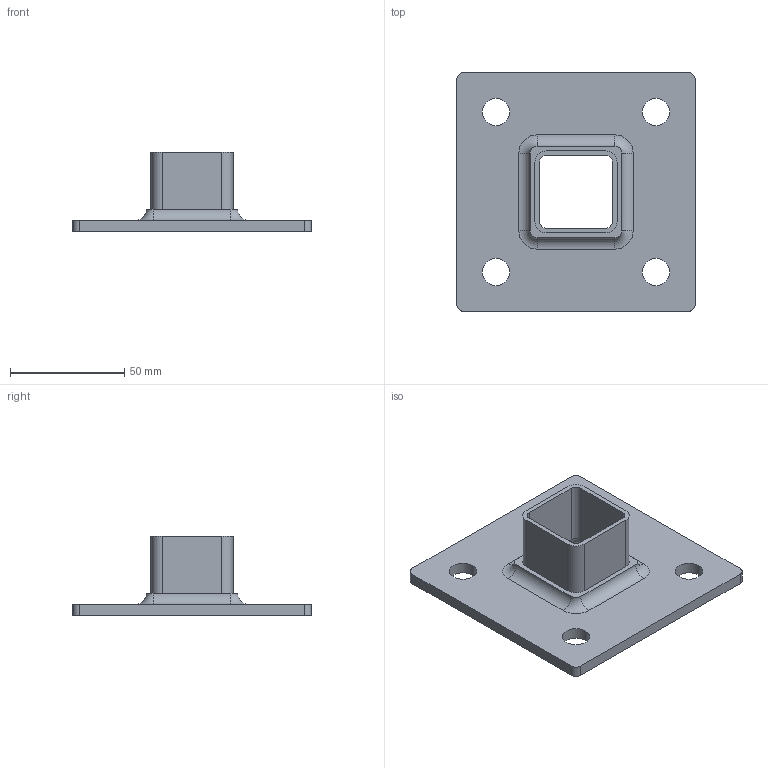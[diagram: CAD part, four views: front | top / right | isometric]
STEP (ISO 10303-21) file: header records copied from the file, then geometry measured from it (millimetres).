
FILE_DESCRIPTION (( 'STEP AP203' ), '1' );
FILE_NAME ('0100000000021755_11_A_4942-040.STEP', '2021-12-10T10:14:41', ( '' ), ( '' ), 'SwSTEP 2.0', 'SolidWorks 2019', '' );
FILE_SCHEMA (( 'CONFIG_CONTROL_DESIGN' ));
Length unit declared in the file: millimetre
Products named in the file (1): 0100000000021755_11_A_4942-040
Bounding box: 104.5 x 104.5 x 35 mm (x, y, z)
Volume: 43239.8 mm3; surface area: 29979.1 mm2
Topology: 1 solids, 1 shells, 125 faces, 304 edges, 184 vertices
Faces by surface type: cylinder 64, torus 32, plane 29
Entity records: 3771 total; most frequent: DIRECTION 720, CARTESIAN_POINT 614, ORIENTED_EDGE 608, EDGE_CURVE 304, AXIS2_PLACEMENT_3D 290, VERTEX_POINT 184, CIRCLE 164, VECTOR 140
